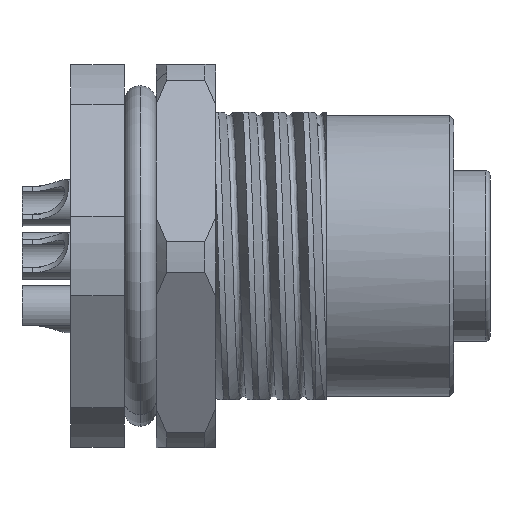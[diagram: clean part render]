
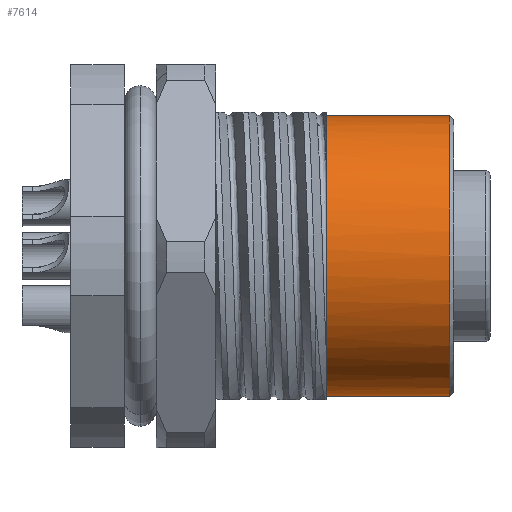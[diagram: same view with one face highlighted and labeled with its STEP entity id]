
A CAD part, front view. The second image highlights one B-rep face of the part: STEP entity #7614.
In plain terms, the highlighted cylindrical face has radius 6.6 mm (diameter 13.2 mm), a partial arc.
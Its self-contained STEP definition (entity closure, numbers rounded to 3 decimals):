
#174 = CIRCLE ( 'NONE', #3325, 6.6 ) ;
#411 = CARTESIAN_POINT ( 'NONE',  ( 4.3, 0., -6.6 ) ) ;
#629 = DIRECTION ( 'NONE',  ( 0., 0., 1. ) ) ;
#870 = DIRECTION ( 'NONE',  ( -1., 0., 0. ) ) ;
#891 = VERTEX_POINT ( 'NONE', #4626 ) ;
#1626 = DIRECTION ( 'NONE',  ( 0., 0., 1. ) ) ;
#1740 = DIRECTION ( 'NONE',  ( -1., 0., 0. ) ) ;
#2145 = ORIENTED_EDGE ( 'NONE', *, *, #3064, .T. ) ;
#2438 = CARTESIAN_POINT ( 'NONE',  ( -40.569, 0., 0. ) ) ;
#2619 = VECTOR ( 'NONE', #9662, 1000. ) ;
#2689 = EDGE_CURVE ( 'NONE', #5786, #9172, #9745, .T. ) ;
#2803 = DIRECTION ( 'NONE',  ( 0., 0., 1. ) ) ;
#3016 = VECTOR ( 'NONE', #870, 1000. ) ;
#3064 = EDGE_CURVE ( 'NONE', #9172, #8943, #9348, .T. ) ;
#3325 = AXIS2_PLACEMENT_3D ( 'NONE', #11984, #9304, #629 ) ;
#3430 = EDGE_CURVE ( 'NONE', #891, #8943, #174, .T. ) ;
#3564 = ORIENTED_EDGE ( 'NONE', *, *, #3430, .F. ) ;
#4364 = FACE_OUTER_BOUND ( 'NONE', #5311, .T. ) ;
#4626 = CARTESIAN_POINT ( 'NONE',  ( -1.5, 0., -6.6 ) ) ;
#5221 = AXIS2_PLACEMENT_3D ( 'NONE', #6652, #1740, #2803 ) ;
#5311 = EDGE_LOOP ( 'NONE', ( #7058, #8650, #2145, #3564 ) ) ;
#5421 = DIRECTION ( 'NONE',  ( -1., 0., 0. ) ) ;
#5786 = VERTEX_POINT ( 'NONE', #411 ) ;
#5860 = LINE ( 'NONE', #6959, #2619 ) ;
#6652 = CARTESIAN_POINT ( 'NONE',  ( 4.3, 0., 0. ) ) ;
#6959 = CARTESIAN_POINT ( 'NONE',  ( -40.569, 0., -6.6 ) ) ;
#7058 = ORIENTED_EDGE ( 'NONE', *, *, #9265, .F. ) ;
#7614 = ADVANCED_FACE ( 'NONE', ( #4364 ), #10091, .T. ) ;
#7718 = AXIS2_PLACEMENT_3D ( 'NONE', #2438, #5421, #1626 ) ;
#8650 = ORIENTED_EDGE ( 'NONE', *, *, #2689, .T. ) ;
#8943 = VERTEX_POINT ( 'NONE', #10037 ) ;
#9172 = VERTEX_POINT ( 'NONE', #10360 ) ;
#9265 = EDGE_CURVE ( 'NONE', #5786, #891, #5860, .T. ) ;
#9289 = CARTESIAN_POINT ( 'NONE',  ( -40.569, 0., 6.6 ) ) ;
#9304 = DIRECTION ( 'NONE',  ( -1., 0., 0. ) ) ;
#9348 = LINE ( 'NONE', #9289, #3016 ) ;
#9662 = DIRECTION ( 'NONE',  ( -1., 0., 0. ) ) ;
#9745 = CIRCLE ( 'NONE', #5221, 6.6 ) ;
#10037 = CARTESIAN_POINT ( 'NONE',  ( -1.5, 0., 6.6 ) ) ;
#10091 = CYLINDRICAL_SURFACE ( 'NONE', #7718, 6.6 ) ;
#10360 = CARTESIAN_POINT ( 'NONE',  ( 4.3, 0., 6.6 ) ) ;
#11984 = CARTESIAN_POINT ( 'NONE',  ( -1.5, 0., 0. ) ) ;
